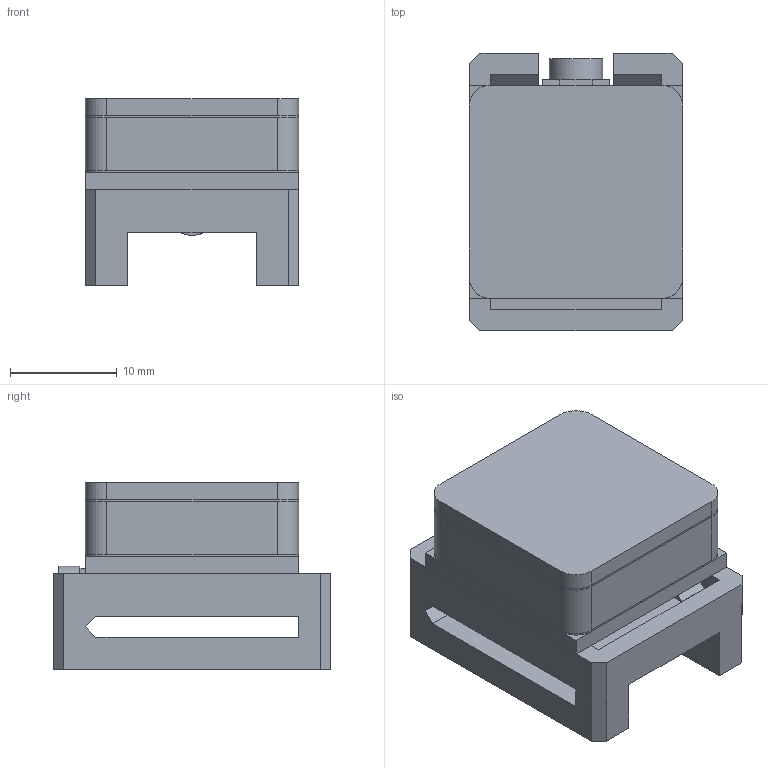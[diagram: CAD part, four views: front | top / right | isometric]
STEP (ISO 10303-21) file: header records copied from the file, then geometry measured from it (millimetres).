
FILE_DESCRIPTION(/* description */ (''),/* implementation_level */ '2;1');
FILE_NAME(/* name */ '9e9dabcc-1dff-4725-a4f3-8cf8da07ff84.stp',/* time_stamp */ '2017-09-19T12:02:32+00:00',/* author */ (''),/* organization */ (''),/* preprocessor_version */ 'ST-DEVELOPER v16.13',/* originating_system */ 'Autodesk Translation Framework v6.1.1.50',/* authorisation */ '');
FILE_SCHEMA (('AUTOMOTIVE_DESIGN { 1 0 10303 214 3 1 1 }'));
Length unit declared in the file: millimetre
Products named in the file (9): C-SE v3; C-SE-01 v1; C-SE-other1 v1; HbSensorBoard02; ST-PJ-312; HbSensorCushion02; QRE1113GR; HbSensorTape01; C-SE-02 v1
Assembly tree (9 placements, depth 3):
  C-SE v3
    C-SE-01 v1
    C-SE-other1 v1
      HbSensorBoard02
      ST-PJ-312
      HbSensorCushion02
      QRE1113GR
      HbSensorTape01  x2
    C-SE-02 v1
Bounding box: 20 x 26 x 17.52 mm (x, y, z)
Volume: 5182.8 mm3; surface area: 6885.6 mm2
Topology: 8 solids, 8 shells, 150 faces, 385 edges, 254 vertices
Faces by surface type: plane 122, cylinder 28
Full cylindrical faces by diameter (mm): 1.2 x1, 1.4 x1, 2.2 x2, 5 x1, 10 x3
Entity records: 4404 total; most frequent: CARTESIAN_POINT 742, DIRECTION 717, ORIENTED_EDGE 700, EDGE_CURVE 350, LINE 297, VECTOR 297, VERTEX_POINT 235, AXIS2_PLACEMENT_3D 210
